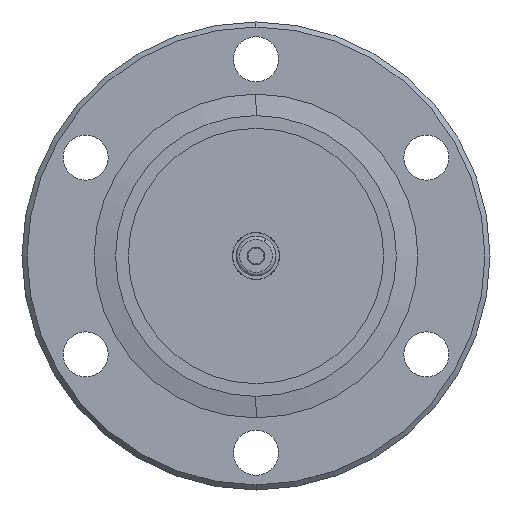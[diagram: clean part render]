
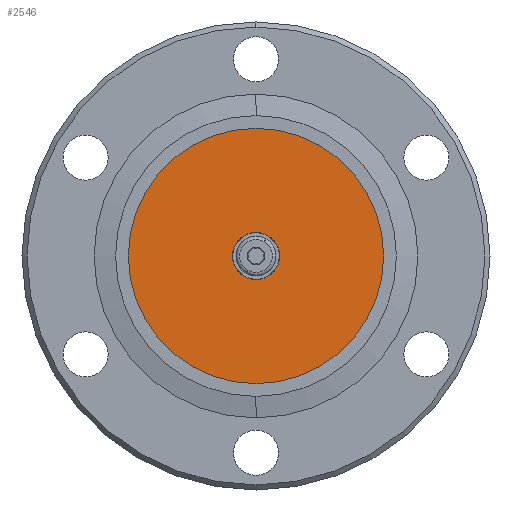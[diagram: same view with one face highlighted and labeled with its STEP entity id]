
A CAD part, front view. The second image highlights one B-rep face of the part: STEP entity #2546.
In plain terms, the highlighted planar face has unit normal (0, -1, 0).
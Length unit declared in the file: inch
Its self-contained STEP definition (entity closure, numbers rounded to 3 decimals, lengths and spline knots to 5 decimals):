
#3 = CARTESIAN_POINT ( 'NONE',  ( 0., 1.01312, -0.1385 ) ) ;
#12 = CARTESIAN_POINT ( 'NONE',  ( 0., 1.01312, 0.75 ) ) ;
#15 = CARTESIAN_POINT ( 'NONE',  ( 0., 1.01312, 0.1385 ) ) ;
#117 = AXIS2_PLACEMENT_3D ( 'NONE', #1715, #1716, #1717 ) ;
#223 = CARTESIAN_POINT ( 'NONE',  ( 0.75, 1.01312, 0. ) ) ;
#226 = PLANE ( 'NONE',  #371 ) ;
#228 = DIRECTION ( 'NONE',  ( 0., -1., 0. ) ) ;
#286 = ORIENTED_EDGE ( 'NONE', *, *, #2229, .F. ) ;
#287 = ORIENTED_EDGE ( 'NONE', *, *, #2648, .F. ) ;
#288 = ORIENTED_EDGE ( 'NONE', *, *, #2228, .T. ) ;
#289 = ORIENTED_EDGE ( 'NONE', *, *, #2234, .T. ) ;
#371 = AXIS2_PLACEMENT_3D ( 'NONE', #223, #228, #543 ) ;
#543 = DIRECTION ( 'NONE',  ( 0., 0., 1. ) ) ;
#874 = VERTEX_POINT ( 'NONE', #3 ) ;
#883 = VERTEX_POINT ( 'NONE', #12 ) ;
#886 = VERTEX_POINT ( 'NONE', #15 ) ;
#913 = VERTEX_POINT ( 'NONE', #1208 ) ;
#1208 = CARTESIAN_POINT ( 'NONE',  ( 0., 1.01312, -0.75 ) ) ;
#1292 = CIRCLE ( 'NONE', #1820, 0.75 ) ;
#1302 = CIRCLE ( 'NONE', #1821, 0.1385 ) ;
#1309 = CIRCLE ( 'NONE', #1824, 0.75 ) ;
#1435 = FACE_BOUND ( 'NONE', #2424, .T. ) ;
#1441 = FACE_OUTER_BOUND ( 'NONE', #2420, .T. ) ;
#1527 = CIRCLE ( 'NONE', #117, 0.1385 ) ;
#1676 = CARTESIAN_POINT ( 'NONE',  ( 0., 1.01312, 0. ) ) ;
#1677 = DIRECTION ( 'NONE',  ( 0., -1., 0. ) ) ;
#1678 = DIRECTION ( 'NONE',  ( 0., 0., 1. ) ) ;
#1680 = CARTESIAN_POINT ( 'NONE',  ( 0., 1.01312, 0. ) ) ;
#1681 = DIRECTION ( 'NONE',  ( 0., -1., 0. ) ) ;
#1682 = DIRECTION ( 'NONE',  ( 0., 0., 1. ) ) ;
#1694 = CARTESIAN_POINT ( 'NONE',  ( 0., 1.01312, 0. ) ) ;
#1695 = DIRECTION ( 'NONE',  ( 0., -1., 0. ) ) ;
#1696 = DIRECTION ( 'NONE',  ( 0., 0., 1. ) ) ;
#1715 = CARTESIAN_POINT ( 'NONE',  ( 0., 1.01312, 0. ) ) ;
#1716 = DIRECTION ( 'NONE',  ( 0., -1., 0. ) ) ;
#1717 = DIRECTION ( 'NONE',  ( 0., 0., 1. ) ) ;
#1820 = AXIS2_PLACEMENT_3D ( 'NONE', #1676, #1677, #1678 ) ;
#1821 = AXIS2_PLACEMENT_3D ( 'NONE', #1680, #1681, #1682 ) ;
#1824 = AXIS2_PLACEMENT_3D ( 'NONE', #1694, #1695, #1696 ) ;
#2228 = EDGE_CURVE ( 'NONE', #883, #913, #1292, .T. ) ;
#2229 = EDGE_CURVE ( 'NONE', #886, #874, #1302, .T. ) ;
#2234 = EDGE_CURVE ( 'NONE', #913, #883, #1309, .T. ) ;
#2420 = EDGE_LOOP ( 'NONE', ( #288, #289 ) ) ;
#2424 = EDGE_LOOP ( 'NONE', ( #286, #287 ) ) ;
#2546 = ADVANCED_FACE ( 'NONE', ( #1435, #1441 ), #226, .T. ) ;
#2648 = EDGE_CURVE ( 'NONE', #874, #886, #1527, .T. ) ;
